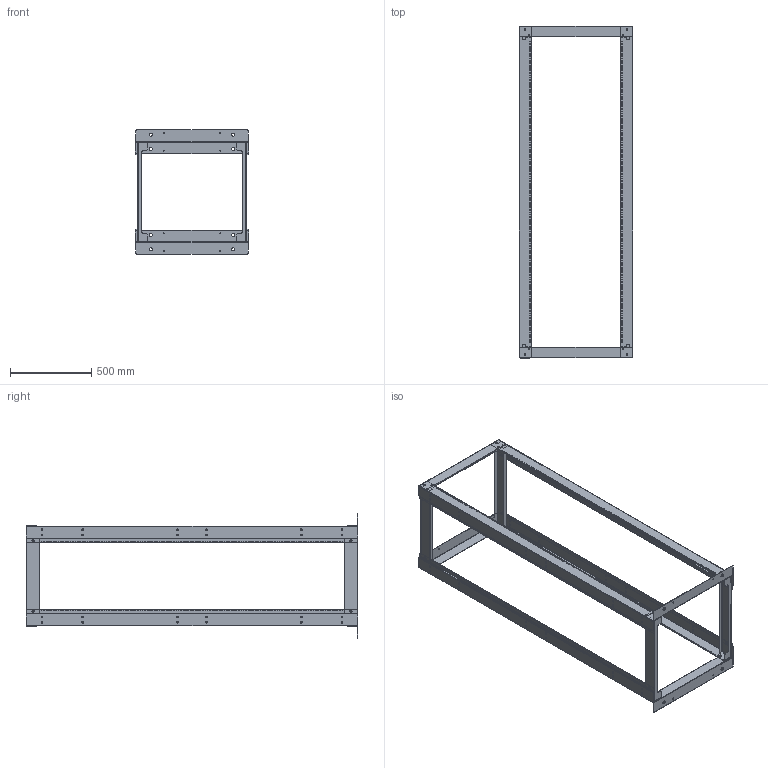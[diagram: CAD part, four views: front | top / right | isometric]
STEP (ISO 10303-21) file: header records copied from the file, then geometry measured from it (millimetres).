
FILE_DESCRIPTION (( 'STEP AP214' ), '1' );
FILE_NAME ('LC23IN4P42U-T_3D.step', '2024-03-11T20:09:23', ( '' ), ( '' ), 'SwSTEP 2.0', 'SolidWorks 2022', '' );
FILE_SCHEMA (( 'AUTOMOTIVE_DESIGN' ));
Length unit declared in the file: inch
Products named in the file (5): 10.20.030304.0015_2; 10.10.030304.0014_23Ó¢´ç_2; 10.10.030304.0013_23Ó¢´ç_2; 10.10.030301.0015_42U-Ô²¿×_2; LC23IN4P42U-T_3D
Assembly tree (13 placements, depth 3):
  LC23IN4P42U-T_3D
    10.10.030301.0015_42U-Ô²¿×_2  x4
    10.20.030304.0015_2  x4
      10.10.030304.0013_23Ó¢´ç_2
    10.10.030304.0014_23Ó¢´ç_2  x4
Bounding box: 699.5 x 2044.7 x 765 mm (x, y, z)
Volume: 5476052.7 mm3; surface area: 4511593.6 mm2
Topology: 12 solids, 12 shells, 2648 faces, 7760 edges, 5136 vertices
Faces by surface type: cylinder 2400, plane 248
Entity records: 24078 total; most frequent: DIRECTION 4498, CARTESIAN_POINT 3903, ORIENTED_EDGE 3880, EDGE_CURVE 1940, AXIS2_PLACEMENT_3D 1879, VERTEX_POINT 1284, EDGE_LOOP 1234, CIRCLE 1200
